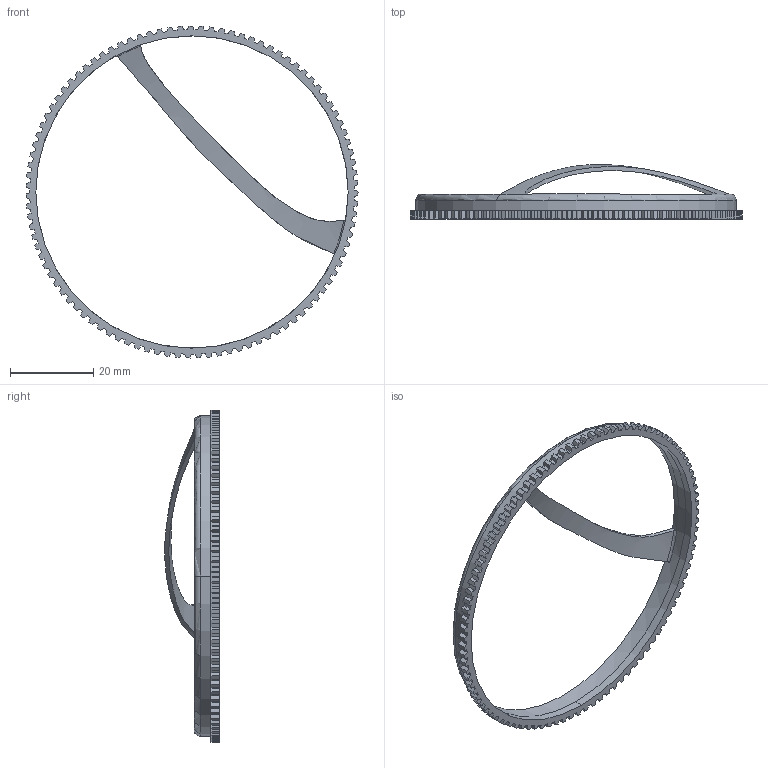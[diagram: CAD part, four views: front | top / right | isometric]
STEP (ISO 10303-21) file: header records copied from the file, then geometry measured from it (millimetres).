
FILE_DESCRIPTION((''),'2;1');
FILE_NAME('PC_4_V4_ASM','2022-04-24T21:52:37',('Mr San'),(''),'CREO PARAMETRIC BY PTC INC, 2020454','CREO PARAMETRIC BY PTC INC, 2020454','');
FILE_SCHEMA(('CONFIG_CONTROL_DESIGN'));
Length unit declared in the file: millimetre
Products named in the file (3): CLOCHE_4_V4; 28-PIGNON4_V4; PC_4_V4_ASM
Assembly tree (2 placements, depth 2):
  PC_4_V4_ASM
    CLOCHE_4_V4
    28-PIGNON4_V4
Bounding box: 80 x 13.15 x 80 mm (x, y, z)
Volume: 2136.9 mm3; surface area: 5219.2 mm2
Topology: 2 solids, 2 shells, 413 faces, 1238 edges, 826 vertices
Faces by surface type: cylinder 402, torus 4, plane 3, extrusion 2, sphere 2
Entity records: 14772 total; most frequent: DIRECTION 2874, CARTESIAN_POINT 2738, ORIENTED_EDGE 2476, EDGE_CURVE 1238, AXIS2_PLACEMENT_3D 1232, VERTEX_POINT 826, CIRCLE 816, EDGE_LOOP 416
